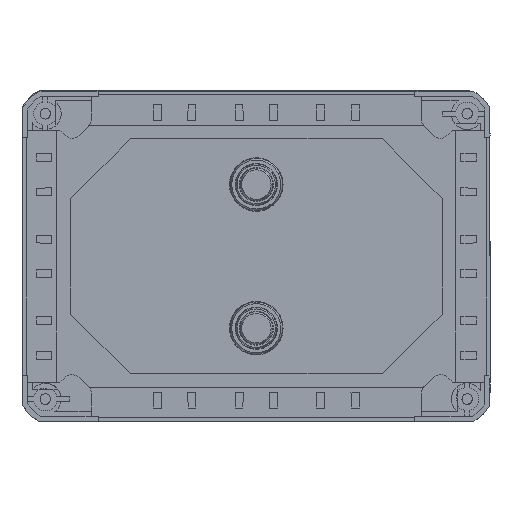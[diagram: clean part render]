
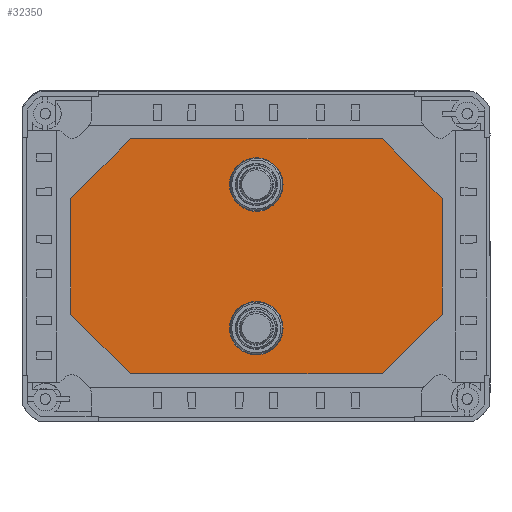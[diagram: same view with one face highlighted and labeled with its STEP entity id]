
A CAD part, front view. The second image highlights one B-rep face of the part: STEP entity #32350.
In plain terms, the highlighted planar face has unit normal (0, -1, 0).
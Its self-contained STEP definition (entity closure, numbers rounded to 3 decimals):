
#182 = ORIENTED_EDGE ( 'NONE', *, *, #447, .F. ) ;
#331 = DIRECTION ( 'NONE',  ( 0.707, 0., 0.707 ) ) ;
#354 = EDGE_LOOP ( 'NONE', ( #182, #16241, #24284, #2936, #32032, #3019, #22837, #530 ) ) ;
#447 = EDGE_CURVE ( 'NONE', #20245, #7238, #17060, .T. ) ;
#454 = CARTESIAN_POINT ( 'NONE',  ( 0., 1., 0. ) ) ;
#530 = ORIENTED_EDGE ( 'NONE', *, *, #9554, .F. ) ;
#1400 = AXIS2_PLACEMENT_3D ( 'NONE', #24083, #21565, #22541 ) ;
#2174 = ORIENTED_EDGE ( 'NONE', *, *, #8493, .F. ) ;
#2936 = ORIENTED_EDGE ( 'NONE', *, *, #20162, .F. ) ;
#3019 = ORIENTED_EDGE ( 'NONE', *, *, #23910, .F. ) ;
#3039 = VERTEX_POINT ( 'NONE', #25619 ) ;
#3193 = VERTEX_POINT ( 'NONE', #4721 ) ;
#3310 = FACE_OUTER_BOUND ( 'NONE', #354, .T. ) ;
#3533 = DIRECTION ( 'NONE',  ( 0., 0., -1. ) ) ;
#3697 = LINE ( 'NONE', #37172, #33439 ) ;
#3847 = AXIS2_PLACEMENT_3D ( 'NONE', #22922, #7308, #30521 ) ;
#3922 = DIRECTION ( 'NONE',  ( 0., -1., 0. ) ) ;
#4222 = CARTESIAN_POINT ( 'NONE',  ( -113.8, 1., 35.36 ) ) ;
#4441 = CARTESIAN_POINT ( 'NONE',  ( 0., 1., 60.411 ) ) ;
#4721 = CARTESIAN_POINT ( 'NONE',  ( 77.16, 1., -72. ) ) ;
#4812 = CARTESIAN_POINT ( 'NONE',  ( 0., 1., 44. ) ) ;
#5143 = AXIS2_PLACEMENT_3D ( 'NONE', #4812, #27657, #12349 ) ;
#5453 = EDGE_CURVE ( 'NONE', #18625, #31346, #12278, .T. ) ;
#5551 = DIRECTION ( 'NONE',  ( 0., 0., -1. ) ) ;
#5560 = EDGE_CURVE ( 'NONE', #16246, #18275, #7046, .T. ) ;
#5578 = EDGE_CURVE ( 'NONE', #32663, #3193, #20252, .T. ) ;
#6127 = CARTESIAN_POINT ( 'NONE',  ( -77.16, 1., -72. ) ) ;
#6971 = EDGE_CURVE ( 'NONE', #29813, #24807, #3697, .T. ) ;
#7046 = CIRCLE ( 'NONE', #5143, 16.411 ) ;
#7047 = EDGE_LOOP ( 'NONE', ( #37041, #2174 ) ) ;
#7238 = VERTEX_POINT ( 'NONE', #37819 ) ;
#7242 = LINE ( 'NONE', #6127, #27085 ) ;
#7308 = DIRECTION ( 'NONE',  ( 0., -1., 0. ) ) ;
#8327 = EDGE_CURVE ( 'NONE', #31346, #18625, #26152, .T. ) ;
#8493 = EDGE_CURVE ( 'NONE', #18275, #16246, #28041, .T. ) ;
#8691 = VECTOR ( 'NONE', #25668, 1000. ) ;
#9554 = EDGE_CURVE ( 'NONE', #7238, #32663, #14168, .T. ) ;
#9872 = DIRECTION ( 'NONE',  ( 0.707, 0., -0.707 ) ) ;
#10896 = VECTOR ( 'NONE', #33038, 1000. ) ;
#11458 = CARTESIAN_POINT ( 'NONE',  ( 0., 1., 27.589 ) ) ;
#11740 = EDGE_CURVE ( 'NONE', #3039, #31094, #14083, .T. ) ;
#12278 = CIRCLE ( 'NONE', #3847, 16.411 ) ;
#12349 = DIRECTION ( 'NONE',  ( 0., 0., -1. ) ) ;
#12666 = DIRECTION ( 'NONE',  ( 0., -1., 0. ) ) ;
#13897 = CARTESIAN_POINT ( 'NONE',  ( -113.8, 1., -35.36 ) ) ;
#14072 = VECTOR ( 'NONE', #16641, 1000. ) ;
#14083 = LINE ( 'NONE', #36761, #30180 ) ;
#14168 = LINE ( 'NONE', #30138, #25367 ) ;
#15292 = CARTESIAN_POINT ( 'NONE',  ( 113.8, 1., 35.36 ) ) ;
#16241 = ORIENTED_EDGE ( 'NONE', *, *, #39630, .F. ) ;
#16246 = VERTEX_POINT ( 'NONE', #11458 ) ;
#16641 = DIRECTION ( 'NONE',  ( 0., 0., 1. ) ) ;
#17060 = LINE ( 'NONE', #15292, #39254 ) ;
#18275 = VERTEX_POINT ( 'NONE', #4441 ) ;
#18534 = ORIENTED_EDGE ( 'NONE', *, *, #5453, .F. ) ;
#18625 = VERTEX_POINT ( 'NONE', #35948 ) ;
#18925 = PLANE ( 'NONE',  #23420 ) ;
#20162 = EDGE_CURVE ( 'NONE', #31094, #29813, #38640, .T. ) ;
#20245 = VERTEX_POINT ( 'NONE', #20270 ) ;
#20252 = LINE ( 'NONE', #26011, #10896 ) ;
#20270 = CARTESIAN_POINT ( 'NONE',  ( 77.16, 1., 72. ) ) ;
#20745 = AXIS2_PLACEMENT_3D ( 'NONE', #24044, #3922, #25848 ) ;
#21565 = DIRECTION ( 'NONE',  ( 0., -1., 0. ) ) ;
#22541 = DIRECTION ( 'NONE',  ( 0., 0., -1. ) ) ;
#22543 = CARTESIAN_POINT ( 'NONE',  ( 77.16, 1., 72. ) ) ;
#22837 = ORIENTED_EDGE ( 'NONE', *, *, #5578, .F. ) ;
#22922 = CARTESIAN_POINT ( 'NONE',  ( 0., 1., -44. ) ) ;
#23076 = CARTESIAN_POINT ( 'NONE',  ( -113.8, 1., 35.36 ) ) ;
#23420 = AXIS2_PLACEMENT_3D ( 'NONE', #454, #12666, #3533 ) ;
#23910 = EDGE_CURVE ( 'NONE', #3193, #3039, #7242, .T. ) ;
#24044 = CARTESIAN_POINT ( 'NONE',  ( 0., 1., -44. ) ) ;
#24083 = CARTESIAN_POINT ( 'NONE',  ( 0., 1., 44. ) ) ;
#24284 = ORIENTED_EDGE ( 'NONE', *, *, #6971, .F. ) ;
#24656 = DIRECTION ( 'NONE',  ( -1., 0., 0. ) ) ;
#24807 = VERTEX_POINT ( 'NONE', #29850 ) ;
#25367 = VECTOR ( 'NONE', #5551, 1000. ) ;
#25619 = CARTESIAN_POINT ( 'NONE',  ( -77.16, 1., -72. ) ) ;
#25668 = DIRECTION ( 'NONE',  ( 1., 0., 0. ) ) ;
#25848 = DIRECTION ( 'NONE',  ( 0., 0., -1. ) ) ;
#26011 = CARTESIAN_POINT ( 'NONE',  ( 77.16, 1., -72. ) ) ;
#26152 = CIRCLE ( 'NONE', #20745, 16.411 ) ;
#26987 = FACE_BOUND ( 'NONE', #7047, .T. ) ;
#27085 = VECTOR ( 'NONE', #24656, 1000. ) ;
#27657 = DIRECTION ( 'NONE',  ( 0., -1., 0. ) ) ;
#27923 = FACE_BOUND ( 'NONE', #28744, .T. ) ;
#28041 = CIRCLE ( 'NONE', #1400, 16.411 ) ;
#28744 = EDGE_LOOP ( 'NONE', ( #29171, #18534 ) ) ;
#29171 = ORIENTED_EDGE ( 'NONE', *, *, #8327, .F. ) ;
#29813 = VERTEX_POINT ( 'NONE', #23076 ) ;
#29850 = CARTESIAN_POINT ( 'NONE',  ( -77.16, 1., 72. ) ) ;
#30138 = CARTESIAN_POINT ( 'NONE',  ( 113.8, 1., -35.36 ) ) ;
#30180 = VECTOR ( 'NONE', #32094, 1000. ) ;
#30521 = DIRECTION ( 'NONE',  ( 0., 0., -1. ) ) ;
#31094 = VERTEX_POINT ( 'NONE', #13897 ) ;
#31346 = VERTEX_POINT ( 'NONE', #36729 ) ;
#32032 = ORIENTED_EDGE ( 'NONE', *, *, #11740, .F. ) ;
#32094 = DIRECTION ( 'NONE',  ( -0.707, 0., 0.707 ) ) ;
#32350 = ADVANCED_FACE ( 'NONE', ( #27923, #26987, #3310 ), #18925, .T. ) ;
#32663 = VERTEX_POINT ( 'NONE', #35943 ) ;
#33038 = DIRECTION ( 'NONE',  ( -0.707, 0., -0.707 ) ) ;
#33344 = LINE ( 'NONE', #22543, #8691 ) ;
#33439 = VECTOR ( 'NONE', #331, 1000. ) ;
#35943 = CARTESIAN_POINT ( 'NONE',  ( 113.8, 1., -35.36 ) ) ;
#35948 = CARTESIAN_POINT ( 'NONE',  ( 0., 1., -27.589 ) ) ;
#36729 = CARTESIAN_POINT ( 'NONE',  ( 0., 1., -60.411 ) ) ;
#36761 = CARTESIAN_POINT ( 'NONE',  ( -113.8, 1., -35.36 ) ) ;
#37041 = ORIENTED_EDGE ( 'NONE', *, *, #5560, .F. ) ;
#37172 = CARTESIAN_POINT ( 'NONE',  ( -77.16, 1., 72. ) ) ;
#37819 = CARTESIAN_POINT ( 'NONE',  ( 113.8, 1., 35.36 ) ) ;
#38640 = LINE ( 'NONE', #4222, #14072 ) ;
#39254 = VECTOR ( 'NONE', #9872, 1000. ) ;
#39630 = EDGE_CURVE ( 'NONE', #24807, #20245, #33344, .T. ) ;
